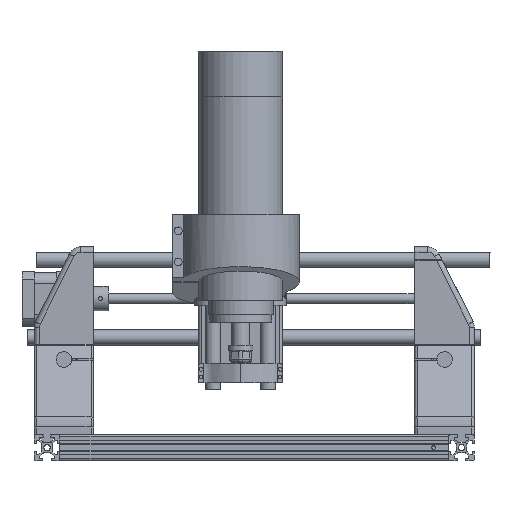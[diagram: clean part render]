
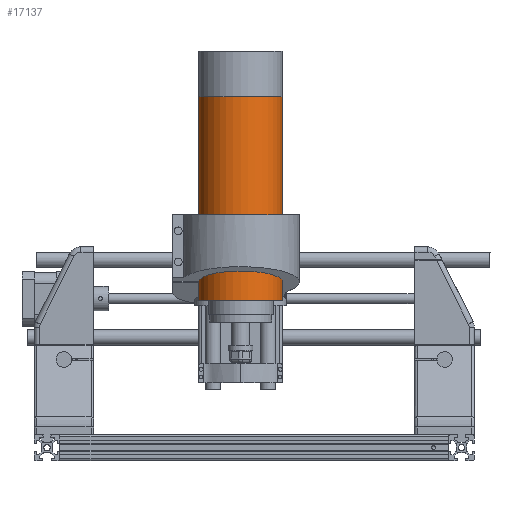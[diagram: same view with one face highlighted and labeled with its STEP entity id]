
A CAD part, front view. The second image highlights one B-rep face of the part: STEP entity #17137.
In plain terms, the highlighted cylindrical face has radius 32.5 mm (diameter 65 mm), a full revolution.
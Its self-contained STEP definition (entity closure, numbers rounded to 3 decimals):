
#2199=FACE_OUTER_BOUND('',#3325,.T.);
#3325=EDGE_LOOP('',(#14995,#14996,#14997,#14998));
#4778=LINE('',#29977,#6274);
#6274=VECTOR('',#23491,32.5);
#7283=CIRCLE('',#19126,32.5);
#7284=CIRCLE('',#19128,32.5);
#8581=VERTEX_POINT('',#29972);
#8582=VERTEX_POINT('',#29975);
#10766=EDGE_CURVE('',#8581,#8581,#7283,.T.);
#10767=EDGE_CURVE('',#8582,#8582,#7284,.T.);
#10768=EDGE_CURVE('',#8582,#8581,#4778,.T.);
#14995=ORIENTED_EDGE('',*,*,#10767,.F.);
#14996=ORIENTED_EDGE('',*,*,#10768,.T.);
#14997=ORIENTED_EDGE('',*,*,#10766,.T.);
#14998=ORIENTED_EDGE('',*,*,#10768,.F.);
#16345=CYLINDRICAL_SURFACE('',#19127,32.5);
#17137=ADVANCED_FACE('',(#2199),#16345,.T.);
#19126=AXIS2_PLACEMENT_3D('',#29973,#23485,#23486);
#19127=AXIS2_PLACEMENT_3D('',#29974,#23487,#23488);
#19128=AXIS2_PLACEMENT_3D('',#29976,#23489,#23490);
#23485=DIRECTION('center_axis',(0.,0.,-1.));
#23486=DIRECTION('ref_axis',(-1.,0.,0.));
#23487=DIRECTION('center_axis',(0.,0.,-1.));
#23488=DIRECTION('ref_axis',(-1.,0.,0.));
#23489=DIRECTION('center_axis',(0.,0.,-1.));
#23490=DIRECTION('ref_axis',(1.,0.,0.));
#23491=DIRECTION('',(0.,0.,1.));
#29972=CARTESIAN_POINT('',(32.5,0.,157.));
#29973=CARTESIAN_POINT('Origin',(0.,0.,157.));
#29974=CARTESIAN_POINT('Origin',(0.,0.,170.));
#29975=CARTESIAN_POINT('',(32.5,0.,0.));
#29976=CARTESIAN_POINT('Origin',(0.,0.,0.));
#29977=CARTESIAN_POINT('',(32.5,0.,170.));
